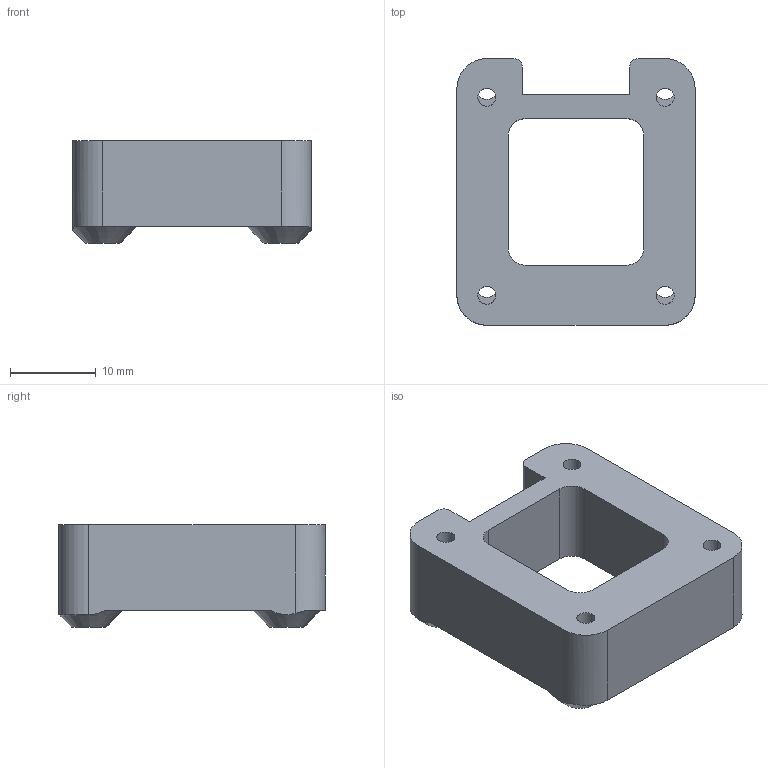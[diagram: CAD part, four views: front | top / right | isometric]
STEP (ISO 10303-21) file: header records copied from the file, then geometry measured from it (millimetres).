
FILE_DESCRIPTION(/* description */ (''),/* implementation_level */ '2;1');
FILE_NAME(/* name */ '',/* time_stamp */ '2023-08-30T20:07:47+03:00',/* author */ ('Engineer'),/* organization */ (''),/* preprocessor_version */ 'ST-DEVELOPER v19.2',/* originating_system */ 'Autodesk Inventor 2024',/* authorisation */ '');
FILE_SCHEMA (('AUTOMOTIVE_DESIGN { 1 0 10303 214 3 1 1 }'));
Length unit declared in the file: millimetre
Products named in the file (1): проставка экрана
Bounding box: 27.8 x 31.1 x 12 mm (x, y, z)
Volume: 5380.9 mm3; surface area: 3280.8 mm2
Topology: 1 solids, 1 shells, 48 faces, 129 edges, 83 vertices
Faces by surface type: plane 26, cylinder 18, cone 4
Full cylindrical faces by diameter (mm): 2.1 x4, 2.5 x4
Entity records: 1583 total; most frequent: CARTESIAN_POINT 287, DIRECTION 278, ORIENTED_EDGE 258, EDGE_CURVE 129, AXIS2_PLACEMENT_3D 110, VERTEX_POINT 83, CIRCLE 61, EDGE_LOOP 58
